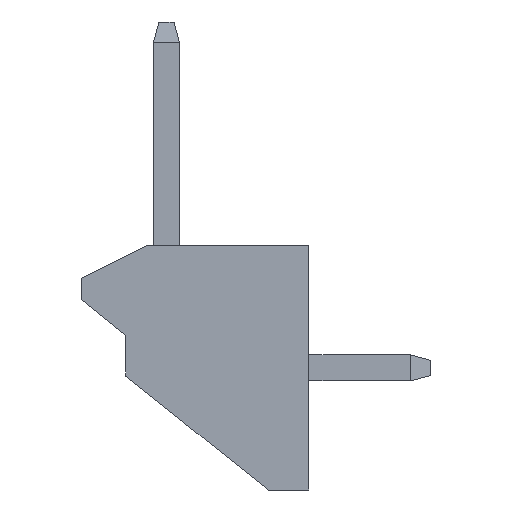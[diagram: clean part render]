
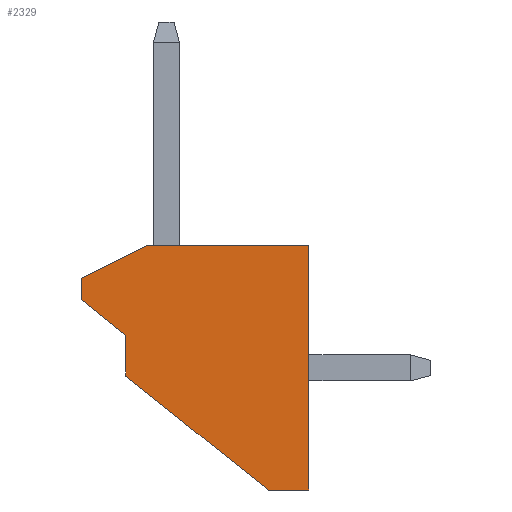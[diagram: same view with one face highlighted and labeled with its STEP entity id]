
A CAD part, left-side view. The second image highlights one B-rep face of the part: STEP entity #2329.
In plain terms, the highlighted face is planar.
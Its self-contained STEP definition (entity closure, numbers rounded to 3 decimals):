
#102 = CARTESIAN_POINT ( 'NONE',  ( 6.25, 3., 0. ) ) ;
#103 = EDGE_CURVE ( 'NONE', #2077, #395, #1861, .T. ) ;
#138 = CARTESIAN_POINT ( 'NONE',  ( 6.25, 3., 4.5 ) ) ;
#180 = CARTESIAN_POINT ( 'NONE',  ( 6.25, 1.68, 5.6 ) ) ;
#266 = DIRECTION ( 'NONE',  ( 0., -1., 0. ) ) ;
#318 = DIRECTION ( 'NONE',  ( 0., 1., 0. ) ) ;
#395 = VERTEX_POINT ( 'NONE', #1664 ) ;
#444 = EDGE_CURVE ( 'NONE', #1378, #2663, #759, .T. ) ;
#479 = EDGE_CURVE ( 'NONE', #869, #2077, #985, .T. ) ;
#483 = EDGE_CURVE ( 'NONE', #2663, #869, #2715, .T. ) ;
#490 = CARTESIAN_POINT ( 'NONE',  ( 6.25, 3., 0. ) ) ;
#521 = CARTESIAN_POINT ( 'NONE',  ( 6.25, 3., 0. ) ) ;
#574 = DIRECTION ( 'NONE',  ( 0., -1., 0. ) ) ;
#621 = EDGE_CURVE ( 'NONE', #2758, #1689, #2837, .T. ) ;
#645 = VECTOR ( 'NONE', #2415, 1000. ) ;
#675 = CARTESIAN_POINT ( 'NONE',  ( 6.25, -3., 0. ) ) ;
#694 = CARTESIAN_POINT ( 'NONE',  ( 6.25, -0.2, 4.5 ) ) ;
#759 = LINE ( 'NONE', #1002, #818 ) ;
#771 = VECTOR ( 'NONE', #1630, 1000. ) ;
#801 = ORIENTED_EDGE ( 'NONE', *, *, #1800, .T. ) ;
#818 = VECTOR ( 'NONE', #574, 1000. ) ;
#821 = AXIS2_PLACEMENT_3D ( 'NONE', #490, #2012, #266 ) ;
#869 = VERTEX_POINT ( 'NONE', #2373 ) ;
#932 = ORIENTED_EDGE ( 'NONE', *, *, #483, .F. ) ;
#985 = LINE ( 'NONE', #1841, #2025 ) ;
#1002 = CARTESIAN_POINT ( 'NONE',  ( 6.25, 3., 0. ) ) ;
#1046 = LINE ( 'NONE', #2806, #1151 ) ;
#1047 = ORIENTED_EDGE ( 'NONE', *, *, #2817, .T. ) ;
#1151 = VECTOR ( 'NONE', #1937, 1000. ) ;
#1198 = CARTESIAN_POINT ( 'NONE',  ( 6.25, -3., 0. ) ) ;
#1248 = VECTOR ( 'NONE', #2050, 1000. ) ;
#1378 = VERTEX_POINT ( 'NONE', #521 ) ;
#1596 = CARTESIAN_POINT ( 'NONE',  ( 6.25, 2.2, 5.6 ) ) ;
#1630 = DIRECTION ( 'NONE',  ( 0., 0., 1. ) ) ;
#1637 = ORIENTED_EDGE ( 'NONE', *, *, #2275, .F. ) ;
#1661 = LINE ( 'NONE', #2283, #2444 ) ;
#1664 = CARTESIAN_POINT ( 'NONE',  ( 6.25, 0.8, 4.5 ) ) ;
#1689 = VERTEX_POINT ( 'NONE', #1596 ) ;
#1712 = CARTESIAN_POINT ( 'NONE',  ( 6.25, 4.6, 0.8 ) ) ;
#1786 = ORIENTED_EDGE ( 'NONE', *, *, #479, .F. ) ;
#1800 = EDGE_CURVE ( 'NONE', #1378, #2758, #2727, .T. ) ;
#1827 = EDGE_LOOP ( 'NONE', ( #2766, #1047, #1637, #1954, #1786, #932, #2589, #801 ) ) ;
#1838 = CARTESIAN_POINT ( 'NONE',  ( 6.25, 3., 4. ) ) ;
#1841 = CARTESIAN_POINT ( 'NONE',  ( 6.25, -1.146, 3.317 ) ) ;
#1861 = LINE ( 'NONE', #138, #1981 ) ;
#1937 = DIRECTION ( 'NONE',  ( 0., 0.625, 0.781 ) ) ;
#1954 = ORIENTED_EDGE ( 'NONE', *, *, #103, .F. ) ;
#1981 = VECTOR ( 'NONE', #318, 1000. ) ;
#2012 = DIRECTION ( 'NONE',  ( -1., 0., 0. ) ) ;
#2025 = VECTOR ( 'NONE', #2518, 1000. ) ;
#2050 = DIRECTION ( 'NONE',  ( 0., 0., 1. ) ) ;
#2055 = DIRECTION ( 'NONE',  ( 0., -1., 0. ) ) ;
#2077 = VERTEX_POINT ( 'NONE', #694 ) ;
#2275 = EDGE_CURVE ( 'NONE', #395, #2548, #1046, .T. ) ;
#2283 = CARTESIAN_POINT ( 'NONE',  ( 6.25, 3., 5.6 ) ) ;
#2329 = ADVANCED_FACE ( 'NONE', ( #2713 ), #2465, .F. ) ;
#2373 = CARTESIAN_POINT ( 'NONE',  ( 6.25, -3., 1. ) ) ;
#2415 = DIRECTION ( 'NONE',  ( 0., -0.447, 0.894 ) ) ;
#2444 = VECTOR ( 'NONE', #2055, 1000. ) ;
#2465 = PLANE ( 'NONE',  #821 ) ;
#2518 = DIRECTION ( 'NONE',  ( 0., 0.625, 0.781 ) ) ;
#2548 = VERTEX_POINT ( 'NONE', #180 ) ;
#2589 = ORIENTED_EDGE ( 'NONE', *, *, #444, .F. ) ;
#2663 = VERTEX_POINT ( 'NONE', #675 ) ;
#2713 = FACE_OUTER_BOUND ( 'NONE', #1827, .T. ) ;
#2715 = LINE ( 'NONE', #1198, #771 ) ;
#2727 = LINE ( 'NONE', #102, #1248 ) ;
#2758 = VERTEX_POINT ( 'NONE', #1838 ) ;
#2766 = ORIENTED_EDGE ( 'NONE', *, *, #621, .T. ) ;
#2806 = CARTESIAN_POINT ( 'NONE',  ( 6.25, -0.537, 2.829 ) ) ;
#2817 = EDGE_CURVE ( 'NONE', #1689, #2548, #1661, .T. ) ;
#2837 = LINE ( 'NONE', #1712, #645 ) ;
